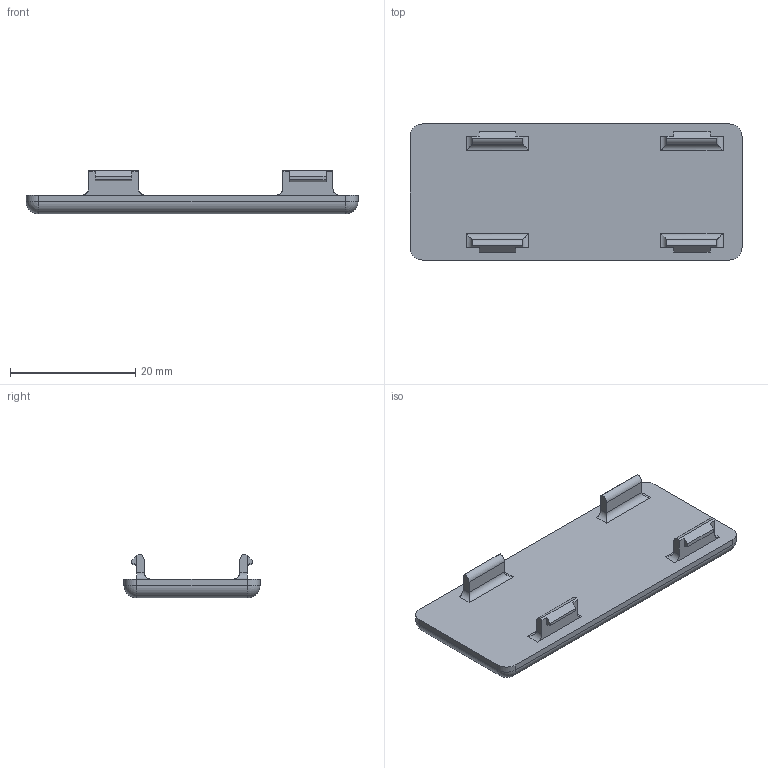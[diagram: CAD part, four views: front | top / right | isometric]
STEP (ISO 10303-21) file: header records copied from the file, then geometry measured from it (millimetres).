
FILE_DESCRIPTION (( 'STEP AP214' ), '1' );
FILE_NAME ('Enclosure Lid.STEP', '2021-09-25T01:57:39', ( '' ), ( '' ), 'SwSTEP 2.0', 'SolidWorks 2020', '' );
FILE_SCHEMA (( 'AUTOMOTIVE_DESIGN' ));
Length unit declared in the file: millimetre
Products named in the file (1): Enclosure Lid
Bounding box: 52.95 x 21.7 x 7 mm (x, y, z)
Volume: 3465.8 mm3; surface area: 2965.2 mm2
Topology: 1 solids, 1 shells, 278 faces, 674 edges, 411 vertices
Faces by surface type: plane 117, bspline 84, cylinder 73, sphere 4
Entity records: 13123 total; most frequent: CARTESIAN_POINT 7393, ORIENTED_EDGE 1340, DIRECTION 891, EDGE_CURVE 670, LINE 411, VERTEX_POINT 411, VECTOR 411, EDGE_LOOP 295
